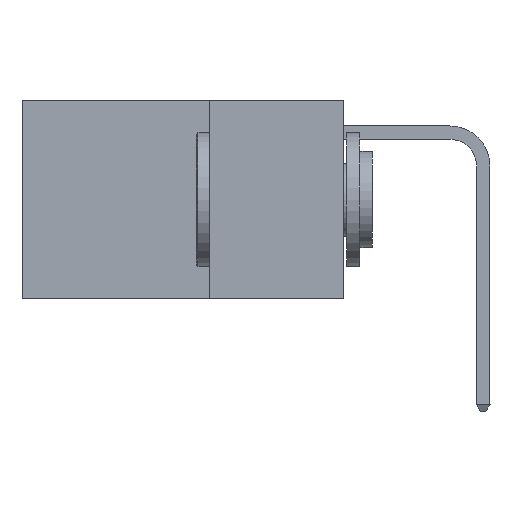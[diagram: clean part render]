
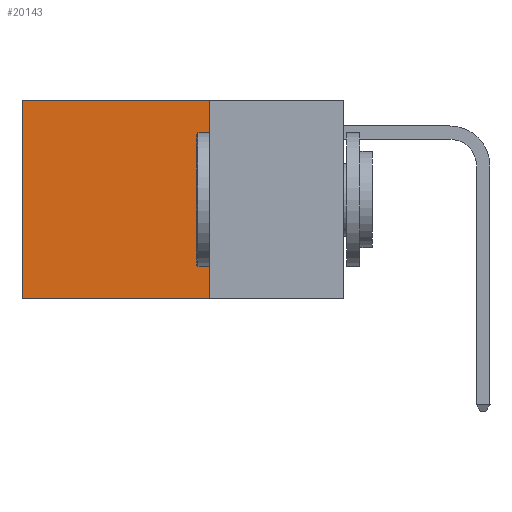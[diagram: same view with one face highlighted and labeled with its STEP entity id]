
A CAD part, left-side view. The second image highlights one B-rep face of the part: STEP entity #20143.
In plain terms, the highlighted planar face has unit normal (-1, 0, 0).
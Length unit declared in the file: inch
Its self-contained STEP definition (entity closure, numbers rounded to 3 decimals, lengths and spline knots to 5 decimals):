
#234 = VERTEX_POINT ( 'NONE', #8095 ) ;
#867 = DIRECTION ( 'NONE',  ( 0., 1., 0. ) ) ;
#1580 = DIRECTION ( 'NONE',  ( 0., 0., -1. ) ) ;
#2627 = ORIENTED_EDGE ( 'NONE', *, *, #10912, .F. ) ;
#3847 = FACE_OUTER_BOUND ( 'NONE', #21290, .T. ) ;
#5485 = CARTESIAN_POINT ( 'NONE',  ( 0.2625, 0.25, 0. ) ) ;
#5779 = DIRECTION ( 'NONE',  ( 0., 1., 0. ) ) ;
#5923 = LINE ( 'NONE', #14177, #6365 ) ;
#5958 = ORIENTED_EDGE ( 'NONE', *, *, #22011, .T. ) ;
#6365 = VECTOR ( 'NONE', #5779, 39.37008 ) ;
#8081 = CARTESIAN_POINT ( 'NONE',  ( 0.2625, 0.6, 0. ) ) ;
#8095 = CARTESIAN_POINT ( 'NONE',  ( 0.2625, 0.25, -0.37 ) ) ;
#8214 = LINE ( 'NONE', #8081, #11953 ) ;
#8980 = EDGE_CURVE ( 'NONE', #234, #23714, #15722, .T. ) ;
#10089 = DIRECTION ( 'NONE',  ( 0., 0., -1. ) ) ;
#10912 = EDGE_CURVE ( 'NONE', #21184, #234, #12328, .T. ) ;
#11953 = VECTOR ( 'NONE', #1580, 39.37008 ) ;
#12328 = LINE ( 'NONE', #24787, #20730 ) ;
#13735 = DIRECTION ( 'NONE',  ( 1., 0., 0. ) ) ;
#13948 = ORIENTED_EDGE ( 'NONE', *, *, #21024, .T. ) ;
#14078 = DIRECTION ( 'NONE',  ( 0., 0., -1. ) ) ;
#14140 = PLANE ( 'NONE',  #14913 ) ;
#14153 = CARTESIAN_POINT ( 'NONE',  ( 0.2625, 0.6, -0.37 ) ) ;
#14177 = CARTESIAN_POINT ( 'NONE',  ( 0.2625, 0.25, 0. ) ) ;
#14913 = AXIS2_PLACEMENT_3D ( 'NONE', #5485, #13735, #10089 ) ;
#15722 = LINE ( 'NONE', #24003, #17671 ) ;
#16475 = VERTEX_POINT ( 'NONE', #24399 ) ;
#17671 = VECTOR ( 'NONE', #867, 39.37008 ) ;
#18911 = CARTESIAN_POINT ( 'NONE',  ( 0.2625, 0.25, 0. ) ) ;
#20143 = ADVANCED_FACE ( 'NONE', ( #3847 ), #14140, .F. ) ;
#20730 = VECTOR ( 'NONE', #14078, 39.37008 ) ;
#21024 = EDGE_CURVE ( 'NONE', #16475, #23714, #8214, .T. ) ;
#21184 = VERTEX_POINT ( 'NONE', #18911 ) ;
#21290 = EDGE_LOOP ( 'NONE', ( #13948, #23494, #2627, #5958 ) ) ;
#22011 = EDGE_CURVE ( 'NONE', #21184, #16475, #5923, .T. ) ;
#23494 = ORIENTED_EDGE ( 'NONE', *, *, #8980, .F. ) ;
#23714 = VERTEX_POINT ( 'NONE', #14153 ) ;
#24003 = CARTESIAN_POINT ( 'NONE',  ( 0.2625, 0.25, -0.37 ) ) ;
#24399 = CARTESIAN_POINT ( 'NONE',  ( 0.2625, 0.6, 0. ) ) ;
#24787 = CARTESIAN_POINT ( 'NONE',  ( 0.2625, 0.25, 0. ) ) ;
